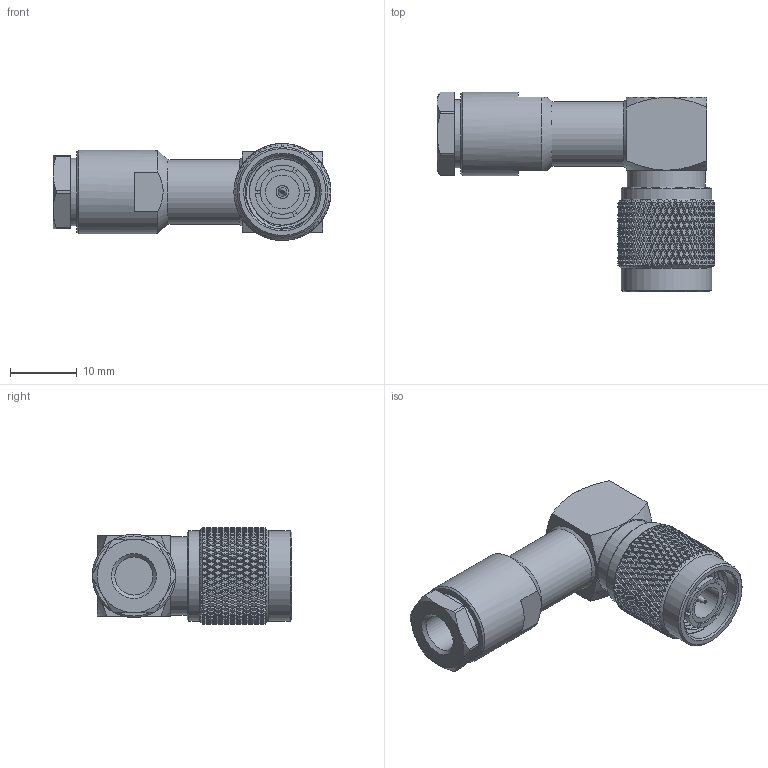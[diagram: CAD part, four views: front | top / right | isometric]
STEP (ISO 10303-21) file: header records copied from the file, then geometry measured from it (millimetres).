
FILE_DESCRIPTION (( 'STEP AP203' ), '1' );
FILE_NAME ('PE4054_3D.step', '2021-04-22T21:50:03', ( '' ), ( '' ), 'SwSTEP 2.0', 'SolidWorks 2020', '' );
FILE_SCHEMA (( 'CONFIG_CONTROL_DESIGN' ));
Length unit declared in the file: inch
Products named in the file (1): PE4054_3D
Bounding box: 41.58 x 29.89 x 14.5 mm (x, y, z)
Volume: 6301.2 mm3; surface area: 3861.3 mm2
Topology: 1 solids, 1 shells, 2629 faces, 5573 edges, 2957 vertices
Faces by surface type: bspline 2004, cylinder 542, plane 52, cone 31
Full cylindrical faces by diameter (mm): 1.27 x1, 1.905 x1, 5.08 x1, 5.7 x1, 7.569 x1, 9.654 x1, 10.176 x1, 11.112 x6, 11.684 x1, 12.5 x1, 13.513 x2
Entity records: 100966 total; most frequent: CARTESIAN_POINT 67487, ORIENTED_EDGE 11048, EDGE_CURVE 5524, VERTEX_POINT 2937, EDGE_LOOP 2657, FACE_OUTER_BOUND 2636, ADVANCED_FACE 2623, B_SPLINE_CURVE_WITH_KNOTS 2300
